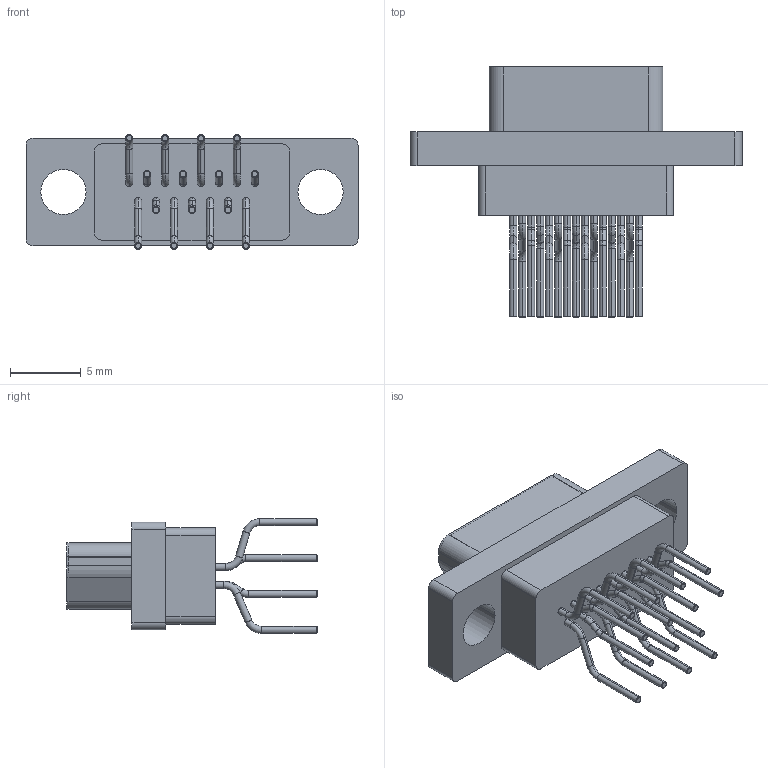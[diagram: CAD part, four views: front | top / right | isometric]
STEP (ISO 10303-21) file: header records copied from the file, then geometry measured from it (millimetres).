
FILE_DESCRIPTION((''),'2;1');
FILE_NAME('PRT0018','2021-01-03T12:31:47',('Exiaobu'),(''),'CREO PARAMETRIC BY PTC INC, 2019010','CREO PARAMETRIC BY PTC INC, 2019010','');
FILE_SCHEMA(('AUTOMOTIVE_DESIGN { 1 0 10303 214 1 1 1 1 }'));
Length unit declared in the file: millimetre
Products named in the file (1): PRT0018
Bounding box: 23.5 x 17.7 x 8.12 mm (x, y, z)
Volume: 947.2 mm3; surface area: 1395.6 mm2
Topology: 1 solids, 2 shells, 397 faces, 832 edges, 486 vertices
Faces by surface type: cylinder 174, torus 150, plane 73
Entity records: 13391 total; most frequent: DIRECTION 2216, CARTESIAN_POINT 1718, ORIENTED_EDGE 1638, AXIS2_PLACEMENT_3D 986, EDGE_CURVE 832, CIRCLE 588, VERTEX_POINT 486, EDGE_LOOP 449
